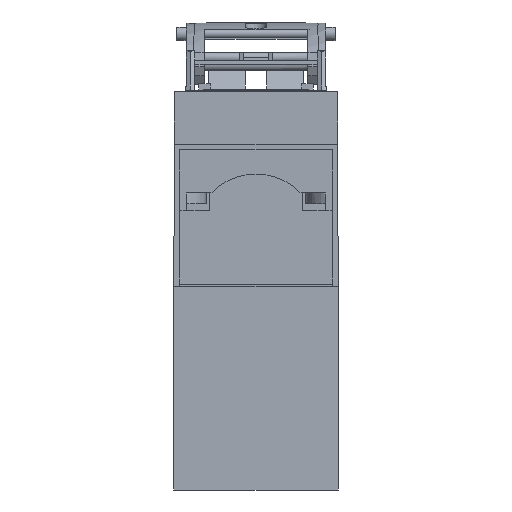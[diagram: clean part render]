
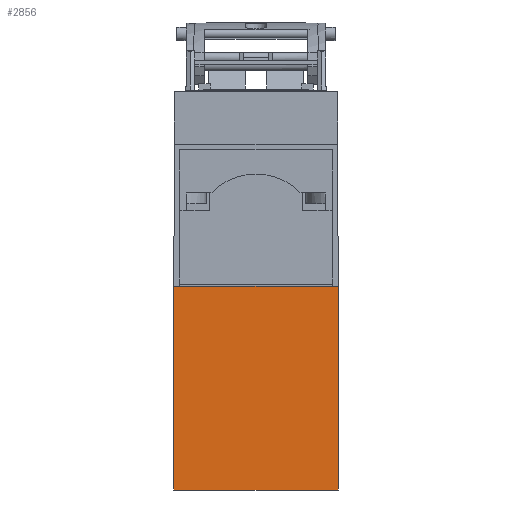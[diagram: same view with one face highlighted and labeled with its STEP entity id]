
A CAD part, front view. The second image highlights one B-rep face of the part: STEP entity #2856.
In plain terms, the highlighted planar face has unit normal (0, -1, 0).
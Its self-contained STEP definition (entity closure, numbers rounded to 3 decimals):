
#2856=ADVANCED_FACE('Hauptkoerper nicht benutzen',(#3928),#3393,.T.);
#3393=PLANE('',#14683);
#3928=FACE_OUTER_BOUND('',#4592,.T.);
#4592=EDGE_LOOP('',(#7223,#7224,#7225,#7226));
#7223=ORIENTED_EDGE('',*,*,#10752,.F.);
#7224=ORIENTED_EDGE('',*,*,#10745,.T.);
#7225=ORIENTED_EDGE('',*,*,#10751,.T.);
#7226=ORIENTED_EDGE('',*,*,#10734,.F.);
#9164=VERTEX_POINT('',#20637);
#9165=VERTEX_POINT('',#20639);
#9172=VERTEX_POINT('',#20657);
#9173=VERTEX_POINT('',#20659);
#10734=EDGE_CURVE('',#9164,#9165,#12342,.T.);
#10745=EDGE_CURVE('',#9173,#9172,#12353,.T.);
#10751=EDGE_CURVE('',#9172,#9165,#12359,.T.);
#10752=EDGE_CURVE('',#9173,#9164,#12360,.T.);
#12342=LINE('',#20638,#13788);
#12353=LINE('',#20658,#13799);
#12359=LINE('',#20671,#13805);
#12360=LINE('',#20673,#13806);
#13788=VECTOR('',#16920,1.);
#13799=VECTOR('',#16933,1.);
#13805=VECTOR('',#16949,1.);
#13806=VECTOR('',#16952,1.);
#14683=AXIS2_PLACEMENT_3D('',#20674,#16953,#16954);
#16920=DIRECTION('',(0.,0.,-1.));
#16933=DIRECTION('',(0.,0.,-1.));
#16949=DIRECTION('',(1.,0.,0.));
#16952=DIRECTION('',(1.,0.,0.));
#16953=DIRECTION('',(0.,-1.,0.));
#16954=DIRECTION('',(0.,0.,-1.));
#20637=CARTESIAN_POINT('',(49.6,0.,61.3));
#20638=CARTESIAN_POINT('',(49.6,0.,30.65));
#20639=CARTESIAN_POINT('',(49.6,0.,0.));
#20657=CARTESIAN_POINT('',(0.,0.,0.));
#20658=CARTESIAN_POINT('',(0.,0.,30.65));
#20659=CARTESIAN_POINT('',(0.,0.,61.3));
#20671=CARTESIAN_POINT('',(24.8,0.,0.));
#20673=CARTESIAN_POINT('',(24.8,0.,61.3));
#20674=CARTESIAN_POINT('',(24.8,0.,61.3));
